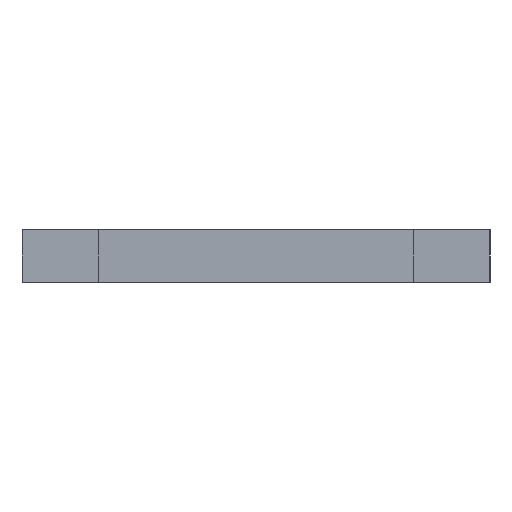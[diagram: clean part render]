
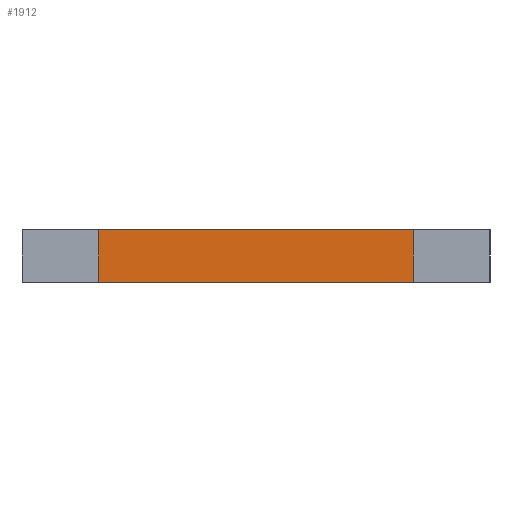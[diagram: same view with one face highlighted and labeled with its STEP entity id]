
A CAD part, left-side view. The second image highlights one B-rep face of the part: STEP entity #1912.
In plain terms, the highlighted planar face has unit normal (-1, 0, 0).
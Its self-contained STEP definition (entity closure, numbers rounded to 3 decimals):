
#72 = PLANE('',#73);
#73 = AXIS2_PLACEMENT_3D('',#74,#75,#76);
#74 = CARTESIAN_POINT('',(0.,-273.943,38.));
#75 = DIRECTION('',(0.,0.,1.));
#76 = DIRECTION('',(0.,1.,0.));
#126 = PLANE('',#127);
#127 = AXIS2_PLACEMENT_3D('',#128,#129,#130);
#128 = CARTESIAN_POINT('',(0.,-273.943,35.));
#129 = DIRECTION('',(0.,0.,1.));
#130 = DIRECTION('',(0.,1.,0.));
#607 = VERTEX_POINT('',#608);
#608 = CARTESIAN_POINT('',(-6.2,-265.,35.));
#622 = PLANE('',#623);
#623 = AXIS2_PLACEMENT_3D('',#624,#625,#626);
#624 = CARTESIAN_POINT('',(-14.6,-265.,35.));
#625 = DIRECTION('',(0.,1.,0.));
#626 = DIRECTION('',(1.,0.,0.));
#634 = EDGE_CURVE('',#635,#607,#637,.T.);
#635 = VERTEX_POINT('',#636);
#636 = CARTESIAN_POINT('',(-6.2,-283.,35.));
#637 = SURFACE_CURVE('',#638,(#642,#649),.PCURVE_S1.);
#638 = LINE('',#639,#640);
#639 = CARTESIAN_POINT('',(-6.2,-283.,35.));
#640 = VECTOR('',#641,1.);
#641 = DIRECTION('',(0.,1.,0.));
#642 = PCURVE('',#126,#643);
#643 = DEFINITIONAL_REPRESENTATION('',(#644),#648);
#644 = LINE('',#645,#646);
#645 = CARTESIAN_POINT('',(-9.057,6.2));
#646 = VECTOR('',#647,1.);
#647 = DIRECTION('',(1.,0.));
#648 = ( GEOMETRIC_REPRESENTATION_CONTEXT(2) 
PARAMETRIC_REPRESENTATION_CONTEXT() REPRESENTATION_CONTEXT('2D SPACE',''
  ) );
#649 = PCURVE('',#650,#655);
#650 = PLANE('',#651);
#651 = AXIS2_PLACEMENT_3D('',#652,#653,#654);
#652 = CARTESIAN_POINT('',(-6.2,-283.,35.));
#653 = DIRECTION('',(-1.,0.,0.));
#654 = DIRECTION('',(0.,1.,0.));
#655 = DEFINITIONAL_REPRESENTATION('',(#656),#660);
#656 = LINE('',#657,#658);
#657 = CARTESIAN_POINT('',(0.,0.));
#658 = VECTOR('',#659,1.);
#659 = DIRECTION('',(1.,0.));
#660 = ( GEOMETRIC_REPRESENTATION_CONTEXT(2) 
PARAMETRIC_REPRESENTATION_CONTEXT() REPRESENTATION_CONTEXT('2D SPACE',''
  ) );
#678 = PLANE('',#679);
#679 = AXIS2_PLACEMENT_3D('',#680,#681,#682);
#680 = CARTESIAN_POINT('',(-14.6,-283.,35.));
#681 = DIRECTION('',(0.,1.,0.));
#682 = DIRECTION('',(1.,0.,0.));
#1087 = VERTEX_POINT('',#1088);
#1088 = CARTESIAN_POINT('',(-6.2,-265.,38.));
#1109 = EDGE_CURVE('',#1110,#1087,#1112,.T.);
#1110 = VERTEX_POINT('',#1111);
#1111 = CARTESIAN_POINT('',(-6.2,-283.,38.));
#1112 = SURFACE_CURVE('',#1113,(#1117,#1124),.PCURVE_S1.);
#1113 = LINE('',#1114,#1115);
#1114 = CARTESIAN_POINT('',(-6.2,-283.,38.));
#1115 = VECTOR('',#1116,1.);
#1116 = DIRECTION('',(0.,1.,0.));
#1117 = PCURVE('',#72,#1118);
#1118 = DEFINITIONAL_REPRESENTATION('',(#1119),#1123);
#1119 = LINE('',#1120,#1121);
#1120 = CARTESIAN_POINT('',(-9.057,6.2));
#1121 = VECTOR('',#1122,1.);
#1122 = DIRECTION('',(1.,0.));
#1123 = ( GEOMETRIC_REPRESENTATION_CONTEXT(2) 
PARAMETRIC_REPRESENTATION_CONTEXT() REPRESENTATION_CONTEXT('2D SPACE',''
  ) );
#1124 = PCURVE('',#650,#1125);
#1125 = DEFINITIONAL_REPRESENTATION('',(#1126),#1130);
#1126 = LINE('',#1127,#1128);
#1127 = CARTESIAN_POINT('',(0.,-3.));
#1128 = VECTOR('',#1129,1.);
#1129 = DIRECTION('',(1.,0.));
#1130 = ( GEOMETRIC_REPRESENTATION_CONTEXT(2) 
PARAMETRIC_REPRESENTATION_CONTEXT() REPRESENTATION_CONTEXT('2D SPACE',''
  ) );
#1890 = EDGE_CURVE('',#635,#1110,#1891,.T.);
#1891 = SURFACE_CURVE('',#1892,(#1896,#1903),.PCURVE_S1.);
#1892 = LINE('',#1893,#1894);
#1893 = CARTESIAN_POINT('',(-6.2,-283.,35.));
#1894 = VECTOR('',#1895,1.);
#1895 = DIRECTION('',(0.,0.,1.));
#1896 = PCURVE('',#678,#1897);
#1897 = DEFINITIONAL_REPRESENTATION('',(#1898),#1902);
#1898 = LINE('',#1899,#1900);
#1899 = CARTESIAN_POINT('',(8.4,0.));
#1900 = VECTOR('',#1901,1.);
#1901 = DIRECTION('',(0.,-1.));
#1902 = ( GEOMETRIC_REPRESENTATION_CONTEXT(2) 
PARAMETRIC_REPRESENTATION_CONTEXT() REPRESENTATION_CONTEXT('2D SPACE',''
  ) );
#1903 = PCURVE('',#650,#1904);
#1904 = DEFINITIONAL_REPRESENTATION('',(#1905),#1909);
#1905 = LINE('',#1906,#1907);
#1906 = CARTESIAN_POINT('',(0.,0.));
#1907 = VECTOR('',#1908,1.);
#1908 = DIRECTION('',(0.,-1.));
#1909 = ( GEOMETRIC_REPRESENTATION_CONTEXT(2) 
PARAMETRIC_REPRESENTATION_CONTEXT() REPRESENTATION_CONTEXT('2D SPACE',''
  ) );
#1912 = ADVANCED_FACE('',(#1913),#650,.T.);
#1913 = FACE_BOUND('',#1914,.T.);
#1914 = EDGE_LOOP('',(#1915,#1916,#1917,#1938));
#1915 = ORIENTED_EDGE('',*,*,#1890,.T.);
#1916 = ORIENTED_EDGE('',*,*,#1109,.T.);
#1917 = ORIENTED_EDGE('',*,*,#1918,.F.);
#1918 = EDGE_CURVE('',#607,#1087,#1919,.T.);
#1919 = SURFACE_CURVE('',#1920,(#1924,#1931),.PCURVE_S1.);
#1920 = LINE('',#1921,#1922);
#1921 = CARTESIAN_POINT('',(-6.2,-265.,35.));
#1922 = VECTOR('',#1923,1.);
#1923 = DIRECTION('',(0.,0.,1.));
#1924 = PCURVE('',#650,#1925);
#1925 = DEFINITIONAL_REPRESENTATION('',(#1926),#1930);
#1926 = LINE('',#1927,#1928);
#1927 = CARTESIAN_POINT('',(18.,0.));
#1928 = VECTOR('',#1929,1.);
#1929 = DIRECTION('',(0.,-1.));
#1930 = ( GEOMETRIC_REPRESENTATION_CONTEXT(2) 
PARAMETRIC_REPRESENTATION_CONTEXT() REPRESENTATION_CONTEXT('2D SPACE',''
  ) );
#1931 = PCURVE('',#622,#1932);
#1932 = DEFINITIONAL_REPRESENTATION('',(#1933),#1937);
#1933 = LINE('',#1934,#1935);
#1934 = CARTESIAN_POINT('',(8.4,0.));
#1935 = VECTOR('',#1936,1.);
#1936 = DIRECTION('',(0.,-1.));
#1937 = ( GEOMETRIC_REPRESENTATION_CONTEXT(2) 
PARAMETRIC_REPRESENTATION_CONTEXT() REPRESENTATION_CONTEXT('2D SPACE',''
  ) );
#1938 = ORIENTED_EDGE('',*,*,#634,.F.);
